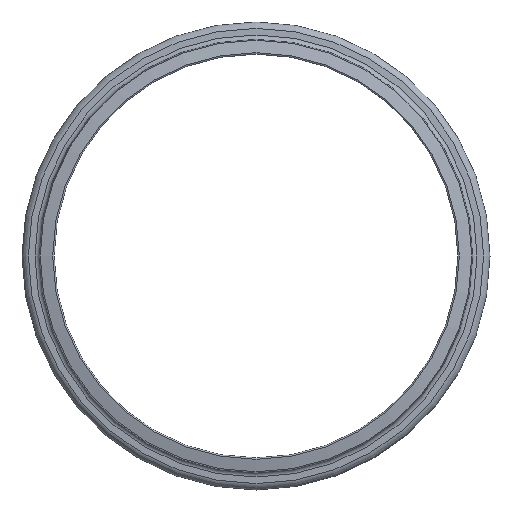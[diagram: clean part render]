
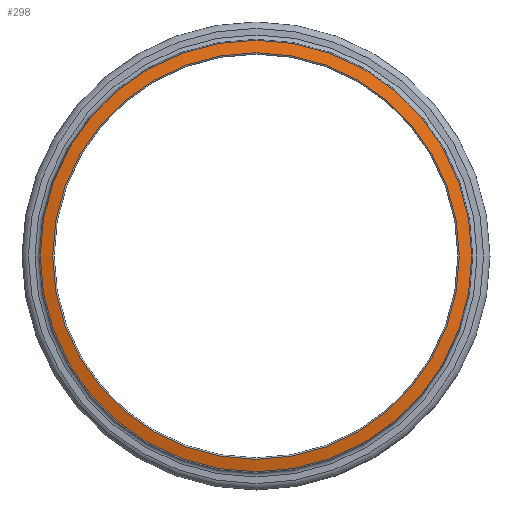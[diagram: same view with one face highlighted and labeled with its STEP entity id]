
A CAD part, front view. The second image highlights one B-rep face of the part: STEP entity #298.
In plain terms, the highlighted conical face has half-angle 76.942 degrees and reference radius 20.352 mm.
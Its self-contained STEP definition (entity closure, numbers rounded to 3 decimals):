
#38=FACE_OUTER_BOUND('',#57,.T.);
#57=EDGE_LOOP('',(#241,#242,#243,#244,#245));
#72=LINE('',#545,#85);
#85=VECTOR('',#447,20.352);
#105=CIRCLE('',#347,19.744);
#107=CIRCLE('',#349,19.744);
#108=CIRCLE('',#351,20.96);
#134=VERTEX_POINT('',#537);
#135=VERTEX_POINT('',#538);
#136=VERTEX_POINT('',#543);
#170=EDGE_CURVE('',#134,#135,#105,.T.);
#172=EDGE_CURVE('',#135,#134,#107,.T.);
#173=EDGE_CURVE('',#136,#136,#108,.T.);
#174=EDGE_CURVE('',#136,#135,#72,.T.);
#241=ORIENTED_EDGE('',*,*,#173,.F.);
#242=ORIENTED_EDGE('',*,*,#174,.T.);
#243=ORIENTED_EDGE('',*,*,#172,.T.);
#244=ORIENTED_EDGE('',*,*,#170,.T.);
#245=ORIENTED_EDGE('',*,*,#174,.F.);
#283=CONICAL_SURFACE('',#350,20.352,1.343);
#298=ADVANCED_FACE('',(#38),#283,.T.);
#347=AXIS2_PLACEMENT_3D('',#539,#437,#438);
#349=AXIS2_PLACEMENT_3D('',#541,#441,#442);
#350=AXIS2_PLACEMENT_3D('',#542,#443,#444);
#351=AXIS2_PLACEMENT_3D('',#544,#445,#446);
#437=DIRECTION('center_axis',(0.,1.,0.));
#438=DIRECTION('ref_axis',(1.,0.,0.));
#441=DIRECTION('center_axis',(0.,1.,0.));
#442=DIRECTION('ref_axis',(1.,0.,0.));
#443=DIRECTION('center_axis',(0.,1.,0.));
#444=DIRECTION('ref_axis',(-1.,0.,0.));
#445=DIRECTION('center_axis',(0.,1.,0.));
#446=DIRECTION('ref_axis',(1.,0.,0.));
#447=DIRECTION('',(-0.974,-0.226,0.));
#537=CARTESIAN_POINT('',(0.,-4.587,-19.744));
#538=CARTESIAN_POINT('',(19.744,-4.587,0.));
#539=CARTESIAN_POINT('Origin',(0.,-4.587,0.));
#541=CARTESIAN_POINT('Origin',(0.,-4.587,0.));
#542=CARTESIAN_POINT('Origin',(0.,-4.446,0.));
#543=CARTESIAN_POINT('',(20.96,-4.305,0.));
#544=CARTESIAN_POINT('Origin',(0.,-4.305,0.));
#545=CARTESIAN_POINT('',(20.352,-4.446,0.));
